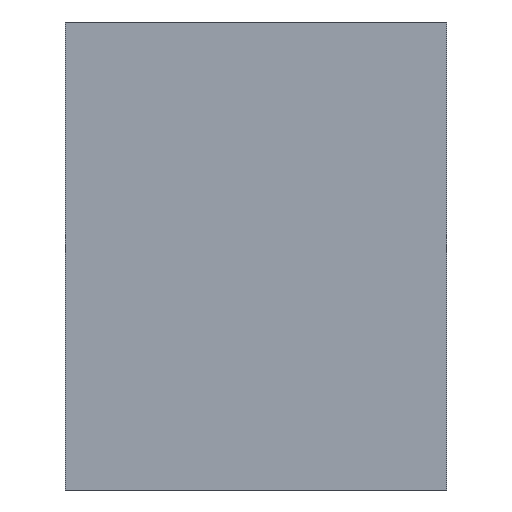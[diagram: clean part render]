
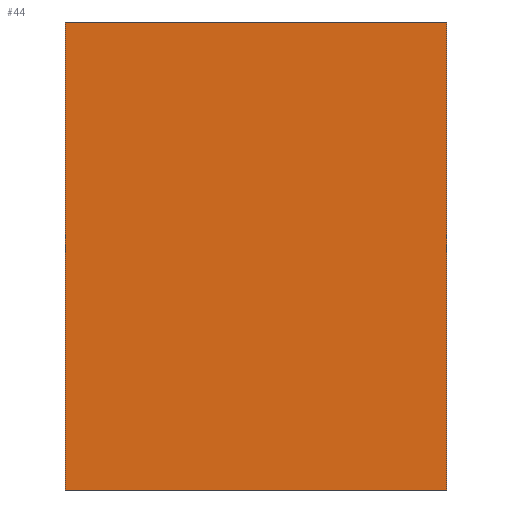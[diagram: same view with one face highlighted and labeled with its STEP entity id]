
A CAD part, left-side view. The second image highlights one B-rep face of the part: STEP entity #44.
In plain terms, the highlighted planar face has unit normal (-1, 0, 0).
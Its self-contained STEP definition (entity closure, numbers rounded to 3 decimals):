
#44 = ADVANCED_FACE( '', ( #96 ), #97, .F. );
#96 = FACE_OUTER_BOUND( '', #145, .T. );
#97 = PLANE( '', #146 );
#145 = EDGE_LOOP( '', ( #207, #208, #209, #210 ) );
#146 = AXIS2_PLACEMENT_3D( '', #211, #212, #213 );
#207 = ORIENTED_EDGE( '', *, *, #264, .T. );
#208 = ORIENTED_EDGE( '', *, *, #266, .F. );
#209 = ORIENTED_EDGE( '', *, *, #256, .F. );
#210 = ORIENTED_EDGE( '', *, *, #244, .T. );
#211 = CARTESIAN_POINT( '', ( -348., 31., 76. ) );
#212 = DIRECTION( '', ( 1., 0., 0. ) );
#213 = DIRECTION( '', ( 0., 0., -1. ) );
#244 = EDGE_CURVE( '', #276, #274, #277, .T. );
#256 = EDGE_CURVE( '', #276, #296, #297, .T. );
#264 = EDGE_CURVE( '', #274, #308, #310, .T. );
#266 = EDGE_CURVE( '', #296, #308, #312, .T. );
#274 = VERTEX_POINT( '', #320 );
#276 = VERTEX_POINT( '', #323 );
#277 = LINE( '', #324, #325 );
#296 = VERTEX_POINT( '', #346 );
#297 = LINE( '', #347, #348 );
#308 = VERTEX_POINT( '', #362 );
#310 = LINE( '', #365, #366 );
#312 = LINE( '', #368, #369 );
#320 = CARTESIAN_POINT( '', ( -348., 31., 0. ) );
#323 = CARTESIAN_POINT( '', ( -348., 31., 76. ) );
#324 = CARTESIAN_POINT( '', ( -348., 31., 76. ) );
#325 = VECTOR( '', #377, 1000. );
#346 = CARTESIAN_POINT( '', ( -348., -31., 76. ) );
#347 = CARTESIAN_POINT( '', ( -348., 31., 76. ) );
#348 = VECTOR( '', #398, 1000. );
#362 = CARTESIAN_POINT( '', ( -348., -31., 0. ) );
#365 = CARTESIAN_POINT( '', ( -348., 31., 0. ) );
#366 = VECTOR( '', #409, 1000. );
#368 = CARTESIAN_POINT( '', ( -348., -31., 76. ) );
#369 = VECTOR( '', #410, 1000. );
#377 = DIRECTION( '', ( 0., 0., -1. ) );
#398 = DIRECTION( '', ( 0., -1., 0. ) );
#409 = DIRECTION( '', ( 0., -1., 0. ) );
#410 = DIRECTION( '', ( 0., 0., -1. ) );
